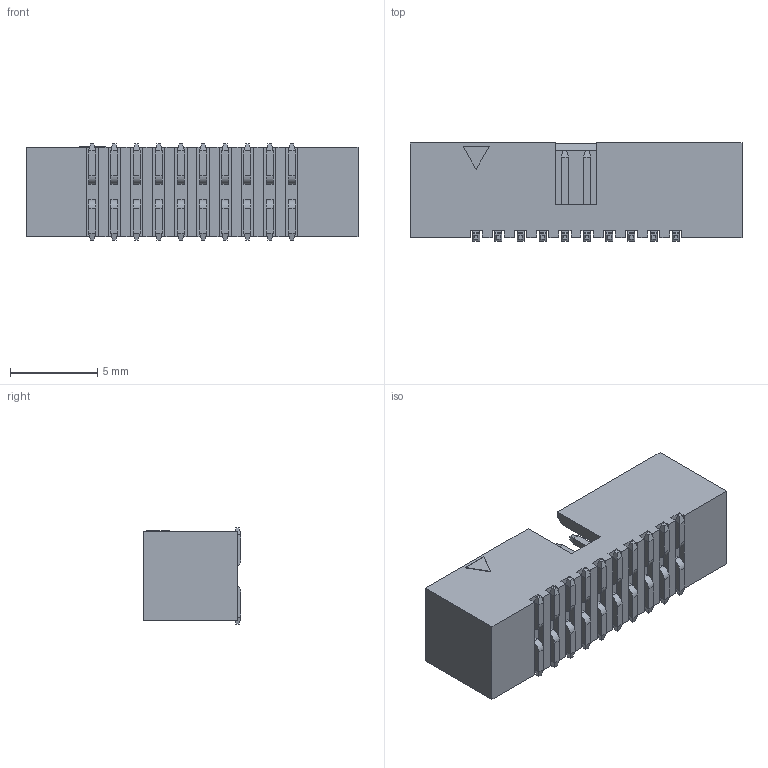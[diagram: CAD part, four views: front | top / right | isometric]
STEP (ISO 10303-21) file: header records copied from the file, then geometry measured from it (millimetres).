
FILE_DESCRIPTION (( 'STEP AP214' ), '1' );
FILE_NAME ('3220-20-0300.STEP', '2017-08-21T14:53:24', ( '' ), ( '' ), 'SwSTEP 2.0', 'SolidWorks 2016', '' );
FILE_SCHEMA (( 'AUTOMOTIVE_DESIGN' ));
Length unit declared in the file: millimetre
Products named in the file (3): 00-T-SMT; 00-H; 3220-20-0300
Assembly tree (2 placements, depth 2):
  3220-20-0300
    00-H
    00-T-SMT
Bounding box: 19 x 5.6 x 5.5 mm (x, y, z)
Volume: 293.3 mm3; surface area: 837 mm2
Topology: 21 solids, 21 shells, 423 faces, 976 edges, 596 vertices
Faces by surface type: plane 383, cylinder 40
Entity records: 11859 total; most frequent: CARTESIAN_POINT 2000, ORIENTED_EDGE 1952, DIRECTION 1912, EDGE_CURVE 976, LINE 896, VECTOR 896, VERTEX_POINT 596, AXIS2_PLACEMENT_3D 508
